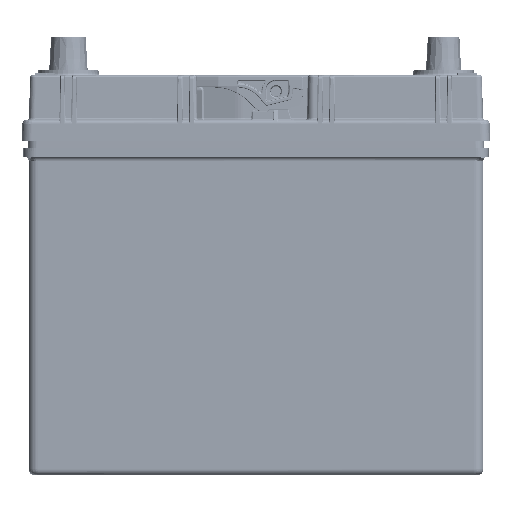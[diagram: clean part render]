
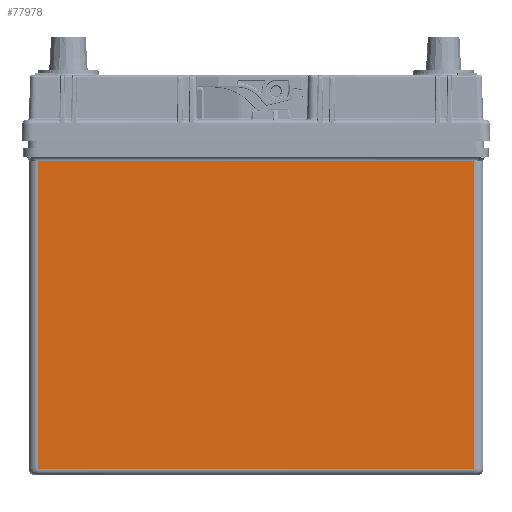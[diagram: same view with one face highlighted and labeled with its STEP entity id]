
A CAD part, left-side view. The second image highlights one B-rep face of the part: STEP entity #77978.
In plain terms, the highlighted planar face has unit normal (-1, 0, 0).
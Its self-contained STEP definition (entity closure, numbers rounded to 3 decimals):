
#8575=LINE('',#239734,#15660);
#8576=LINE('',#239764,#15661);
#8579=LINE('',#240044,#15664);
#8580=LINE('',#240316,#15665);
#15660=VECTOR('',#189385,1.);
#15661=VECTOR('',#189388,1.);
#15664=VECTOR('',#189405,1.);
#15665=VECTOR('',#189408,1.);
#74727=PLANE('',#177364);
#77978=ADVANCED_FACE('',(#87373),#74727,.F.);
#87373=FACE_OUTER_BOUND('',#95120,.T.);
#95120=EDGE_LOOP('',(#110315,#110316,#110317,#110318));
#110315=ORIENTED_EDGE('',*,*,#152865,.T.);
#110316=ORIENTED_EDGE('',*,*,#152873,.F.);
#110317=ORIENTED_EDGE('',*,*,#152872,.F.);
#110318=ORIENTED_EDGE('',*,*,#152862,.F.);
#140265=VERTEX_POINT('',#239505);
#140273=VERTEX_POINT('',#239630);
#140278=VERTEX_POINT('',#239735);
#140279=VERTEX_POINT('',#239736);
#152862=EDGE_CURVE('LINE',#140278,#140279,#8575,.T.);
#152865=EDGE_CURVE('LINE',#140278,#140265,#8576,.T.);
#152872=EDGE_CURVE('LINE',#140279,#140273,#8579,.T.);
#152873=EDGE_CURVE('LINE',#140273,#140265,#8580,.T.);
#177364=AXIS2_PLACEMENT_3D('',#240321,#189416,#189417);
#189385=DIRECTION('',(0.,-1.,0.));
#189388=DIRECTION('',(0.,0.,-1.));
#189405=DIRECTION('',(0.,0.,-1.));
#189408=DIRECTION('',(0.,1.,0.));
#189416=DIRECTION('',(1.,0.,0.));
#189417=DIRECTION('',(0.,0.,-1.));
#239505=CARTESIAN_POINT('',(-60.5,241.805,-172.5));
#239630=CARTESIAN_POINT('',(-60.5,20.605,-172.5));
#239734=CARTESIAN_POINT('',(-60.5,193.705,-16.59));
#239735=CARTESIAN_POINT('',(-60.5,241.805,-16.59));
#239736=CARTESIAN_POINT('',(-60.5,20.605,-16.59));
#239764=CARTESIAN_POINT('',(-60.5,241.805,-96.045));
#240044=CARTESIAN_POINT('',(-60.5,20.605,-96.045));
#240316=CARTESIAN_POINT('',(-60.5,188.755,-172.5));
#240321=CARTESIAN_POINT('',(-60.5,131.205,-156.445));
